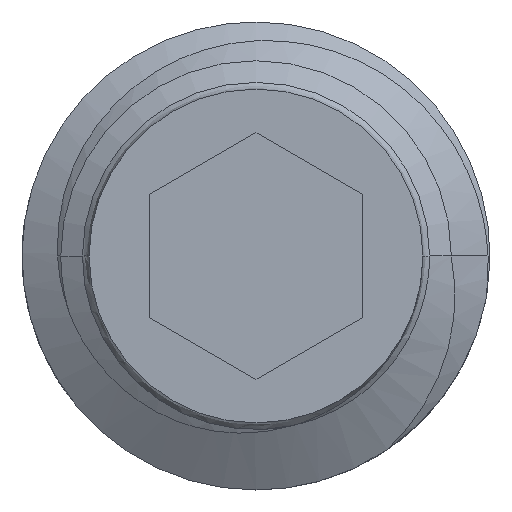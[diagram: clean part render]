
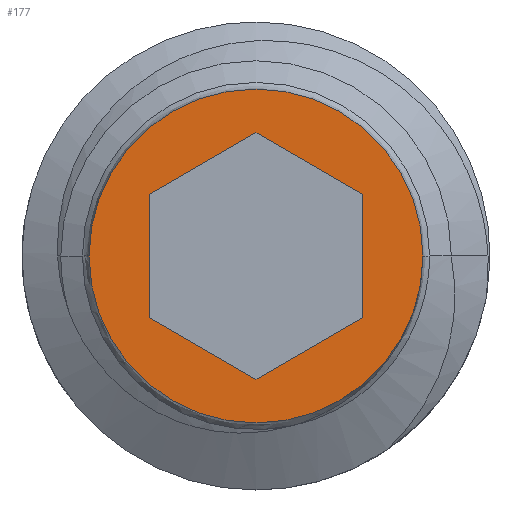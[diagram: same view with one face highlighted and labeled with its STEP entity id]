
A CAD part, left-side view. The second image highlights one B-rep face of the part: STEP entity #177.
In plain terms, the highlighted planar face has unit normal (-1, 0, 0).
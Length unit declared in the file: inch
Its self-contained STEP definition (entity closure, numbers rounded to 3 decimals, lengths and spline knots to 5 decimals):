
#88 = VERTEX_POINT ( 'NONE', #688 ) ;
#89 = EDGE_CURVE ( 'NONE', #88, #90, #699, .T. ) ;
#90 = VERTEX_POINT ( 'NONE', #685 ) ;
#177 = ADVANCED_FACE ( 'NONE', ( #2582, #2587 ), #2464, .T. ) ;
#178 = ORIENTED_EDGE ( 'NONE', *, *, #265, .T. ) ;
#179 = ORIENTED_EDGE ( 'NONE', *, *, #258, .F. ) ;
#180 = ORIENTED_EDGE ( 'NONE', *, *, #264, .F. ) ;
#181 = ORIENTED_EDGE ( 'NONE', *, *, #363, .F. ) ;
#182 = EDGE_CURVE ( 'NONE', #247, #269, #2450, .T. ) ;
#223 = EDGE_LOOP ( 'NONE', ( #179, #228, #178, #181, #232, #180 ) ) ;
#225 = EDGE_LOOP ( 'NONE', ( #230, #231 ) ) ;
#228 = ORIENTED_EDGE ( 'NONE', *, *, #182, .T. ) ;
#229 = EDGE_CURVE ( 'NONE', #90, #88, #3863, .T. ) ;
#230 = ORIENTED_EDGE ( 'NONE', *, *, #89, .T. ) ;
#231 = ORIENTED_EDGE ( 'NONE', *, *, #229, .T. ) ;
#232 = ORIENTED_EDGE ( 'NONE', *, *, #360, .T. ) ;
#241 = VERTEX_POINT ( 'NONE', #3879 ) ;
#247 = VERTEX_POINT ( 'NONE', #4099 ) ;
#258 = EDGE_CURVE ( 'NONE', #247, #321, #4140, .T. ) ;
#264 = EDGE_CURVE ( 'NONE', #321, #328, #3959, .T. ) ;
#265 = EDGE_CURVE ( 'NONE', #269, #358, #3940, .T. ) ;
#269 = VERTEX_POINT ( 'NONE', #2243 ) ;
#321 = VERTEX_POINT ( 'NONE', #4184 ) ;
#328 = VERTEX_POINT ( 'NONE', #4179 ) ;
#358 = VERTEX_POINT ( 'NONE', #4251 ) ;
#360 = EDGE_CURVE ( 'NONE', #241, #328, #4246, .T. ) ;
#363 = EDGE_CURVE ( 'NONE', #241, #358, #4292, .T. ) ;
#624 = DIRECTION ( 'NONE',  ( 0., -1., 0. ) ) ;
#625 = DIRECTION ( 'NONE',  ( -1., 0., 0. ) ) ;
#626 = CARTESIAN_POINT ( 'NONE',  ( 0., 0., 0. ) ) ;
#627 = AXIS2_PLACEMENT_3D ( 'NONE', #626, #625, #624 ) ;
#685 = CARTESIAN_POINT ( 'NONE',  ( 0., 0.04923, 0. ) ) ;
#688 = CARTESIAN_POINT ( 'NONE',  ( 0., -0.04923, 0. ) ) ;
#699 = CIRCLE ( 'NONE', #627, 0.04923 ) ;
#2243 = CARTESIAN_POINT ( 'NONE',  ( 0., 0.0315, -0.01819 ) ) ;
#2443 = DIRECTION ( 'NONE',  ( 0., 0.866, 0.5 ) ) ;
#2447 = VECTOR ( 'NONE', #2443, 39.37008 ) ;
#2448 = CARTESIAN_POINT ( 'NONE',  ( 0., 0., -0.03637 ) ) ;
#2450 = LINE ( 'NONE', #2448, #2447 ) ;
#2453 = DIRECTION ( 'NONE',  ( 0., 0., 1. ) ) ;
#2454 = DIRECTION ( 'NONE',  ( -1., 0., 0. ) ) ;
#2464 = PLANE ( 'NONE',  #2589 ) ;
#2582 = FACE_BOUND ( 'NONE', #223, .T. ) ;
#2587 = FACE_OUTER_BOUND ( 'NONE', #225, .T. ) ;
#2589 = AXIS2_PLACEMENT_3D ( 'NONE', #2591, #2454, #2453 ) ;
#2591 = CARTESIAN_POINT ( 'NONE',  ( 0., 0., 0. ) ) ;
#3668 = DIRECTION ( 'NONE',  ( 0., -0.866, 0.5 ) ) ;
#3670 = VECTOR ( 'NONE', #3668, 39.37008 ) ;
#3672 = CARTESIAN_POINT ( 'NONE',  ( 0., -0.0315, -0.01819 ) ) ;
#3863 = CIRCLE ( 'NONE', #3871, 0.04923 ) ;
#3871 = AXIS2_PLACEMENT_3D ( 'NONE', #4138, #4136, #4134 ) ;
#3879 = CARTESIAN_POINT ( 'NONE',  ( 0., 0., 0.03637 ) ) ;
#3935 = DIRECTION ( 'NONE',  ( 0., 0., 1. ) ) ;
#3937 = VECTOR ( 'NONE', #3935, 39.37008 ) ;
#3939 = CARTESIAN_POINT ( 'NONE',  ( 0., 0.0315, 0.01819 ) ) ;
#3940 = LINE ( 'NONE', #3939, #3937 ) ;
#3944 = DIRECTION ( 'NONE',  ( 0., 0., 1. ) ) ;
#3946 = VECTOR ( 'NONE', #3944, 39.37008 ) ;
#3948 = CARTESIAN_POINT ( 'NONE',  ( 0., -0.0315, 0.01819 ) ) ;
#3959 = LINE ( 'NONE', #3948, #3946 ) ;
#4099 = CARTESIAN_POINT ( 'NONE',  ( 0., 0., -0.03637 ) ) ;
#4134 = DIRECTION ( 'NONE',  ( 0., -1., 0. ) ) ;
#4136 = DIRECTION ( 'NONE',  ( -1., 0., 0. ) ) ;
#4138 = CARTESIAN_POINT ( 'NONE',  ( 0., 0., 0. ) ) ;
#4140 = LINE ( 'NONE', #3672, #3670 ) ;
#4179 = CARTESIAN_POINT ( 'NONE',  ( 0., -0.0315, 0.01819 ) ) ;
#4184 = CARTESIAN_POINT ( 'NONE',  ( 0., -0.0315, -0.01819 ) ) ;
#4242 = DIRECTION ( 'NONE',  ( 0., -0.866, -0.5 ) ) ;
#4243 = VECTOR ( 'NONE', #4242, 39.37008 ) ;
#4244 = CARTESIAN_POINT ( 'NONE',  ( 0., -0.0315, 0.01819 ) ) ;
#4246 = LINE ( 'NONE', #4244, #4243 ) ;
#4251 = CARTESIAN_POINT ( 'NONE',  ( 0., 0.0315, 0.01819 ) ) ;
#4289 = DIRECTION ( 'NONE',  ( 0., 0.866, -0.5 ) ) ;
#4290 = VECTOR ( 'NONE', #4289, 39.37008 ) ;
#4291 = CARTESIAN_POINT ( 'NONE',  ( 0., 0.0315, 0.01819 ) ) ;
#4292 = LINE ( 'NONE', #4291, #4290 ) ;
